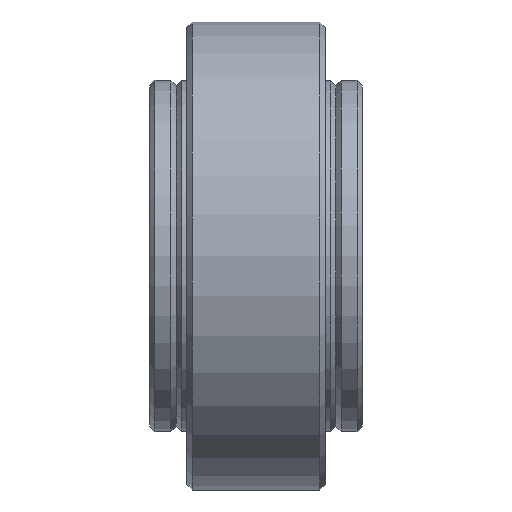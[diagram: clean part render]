
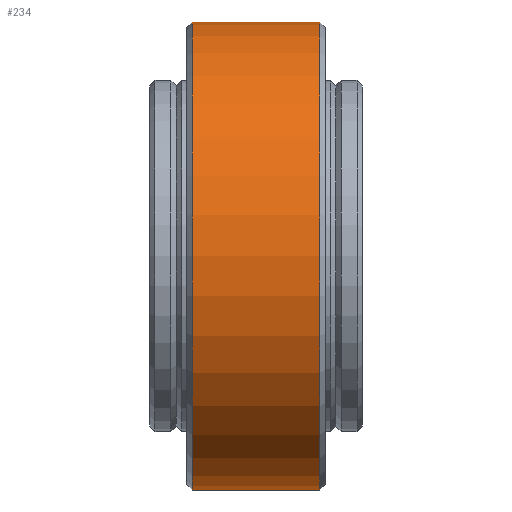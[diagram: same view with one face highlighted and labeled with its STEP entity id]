
A CAD part, top view. The second image highlights one B-rep face of the part: STEP entity #234.
In plain terms, the highlighted cylindrical face has radius 22 mm (diameter 44 mm), a full revolution.
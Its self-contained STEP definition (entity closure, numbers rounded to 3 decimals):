
#234 = ADVANCED_FACE( '', ( #444, #445 ), #446, .T. );
#444 = FACE_OUTER_BOUND( '', #641, .T. );
#445 = FACE_OUTER_BOUND( '', #642, .T. );
#446 = CYLINDRICAL_SURFACE( '', #643, 22. );
#641 = EDGE_LOOP( '', ( #937 ) );
#642 = EDGE_LOOP( '', ( #938 ) );
#643 = AXIS2_PLACEMENT_3D( '', #939, #940, #941 );
#937 = ORIENTED_EDGE( '', *, *, #1128, .T. );
#938 = ORIENTED_EDGE( '', *, *, #1055, .T. );
#939 = CARTESIAN_POINT( '', ( -60., 0., 0. ) );
#940 = DIRECTION( '', ( 1., 0., 0. ) );
#941 = DIRECTION( '', ( 0., 0., 1. ) );
#1055 = EDGE_CURVE( '', #1193, #1193, #1194, .F. );
#1128 = EDGE_CURVE( '', #1300, #1300, #1301, .T. );
#1193 = VERTEX_POINT( '', #1379 );
#1194 = CIRCLE( '', #1380, 22. );
#1300 = VERTEX_POINT( '', #1509 );
#1301 = CIRCLE( '', #1510, 22. );
#1379 = CARTESIAN_POINT( '', ( 1.5, 0., 22. ) );
#1380 = AXIS2_PLACEMENT_3D( '', #1577, #1578, #1579 );
#1509 = CARTESIAN_POINT( '', ( 13.5, 0., 22. ) );
#1510 = AXIS2_PLACEMENT_3D( '', #1660, #1661, #1662 );
#1577 = CARTESIAN_POINT( '', ( 1.5, 0., 0. ) );
#1578 = DIRECTION( '', ( -1., 0., 0. ) );
#1579 = DIRECTION( '', ( 0., 0., 1. ) );
#1660 = CARTESIAN_POINT( '', ( 13.5, 0., 0. ) );
#1661 = DIRECTION( '', ( -1., 0., 0. ) );
#1662 = DIRECTION( '', ( 0., 0., 1. ) );
